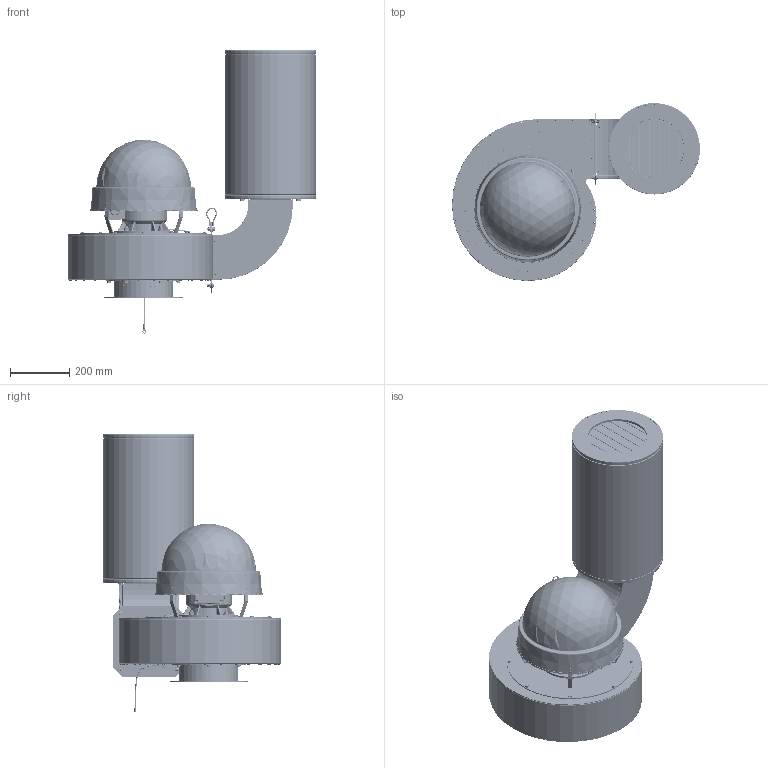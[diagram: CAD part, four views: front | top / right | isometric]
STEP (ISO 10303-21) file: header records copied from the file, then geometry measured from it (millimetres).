
FILE_DESCRIPTION(/* description */ ('888W12 WPA-8-D-N/Ex','CAx-IF Rec.Pracs.---Representation and Presentation of Product Manufacturing Information (PMI)---4.0---2014-10-13'),/* implementation_level */ '2;1');
FILE_NAME(/* name */ '888W12 WPA-8-D-N_Ex @ Wylot pionowo.stp',/* time_stamp */ '2022-05-09T13:35:20+02:00',/* author */ ('b.kitowicz'),/* organization */ ('KLIMAWENT S.A.'),/* preprocessor_version */ 'ST-DEVELOPER v18.1',/* originating_system */ 'Autodesk Inventor 2021',/* authorisation */ '');
FILE_SCHEMA (('AP242_MANAGED_MODEL_BASED_3D_ENGINEERING_MIM_LF { 1 0 10303 442 1 1 4 }'));
Length unit declared in the file: millimetre
Products named in the file (1): ~~
Bounding box: 838.1 x 600.24 x 956.82 mm (x, y, z)
Volume: 28083643.1 mm3; surface area: 5003013.5 mm2
Topology: 29 solids, 29 shells, 7618 faces, 18834 edges, 12069 vertices
Faces by surface type: plane 3706, cylinder 1720, bspline 1342, cone 431, torus 389, sphere 30
Full cylindrical faces by diameter (mm): 2 x74, 2.4 x8, 3 x32, 3.2 x108, 3.3 x43, 3.4 x14, 3.5 x90, 4 x6, 4.5 x6, 4.92 x1, 5.5 x6, 6 x37, 6.1 x1, 6.4 x2, 6.5 x127, 6.647 x1, 7 x14, 8 x12, 8.67 x14, 8.88 x14, 9 x14, 10 x8, 10.5 x1, 11 x4, 11.63 x8, 12 x4, 13 x1, 14.63 x4, 16 x9, 24 x2
Entity records: 254683 total; most frequent: CARTESIAN_POINT 72063, ORIENTED_EDGE 37640, DIRECTION 34065, EDGE_CURVE 18820, AXIS2_PLACEMENT_3D 12274, VERTEX_POINT 12097, LINE 9517, VECTOR 9517
